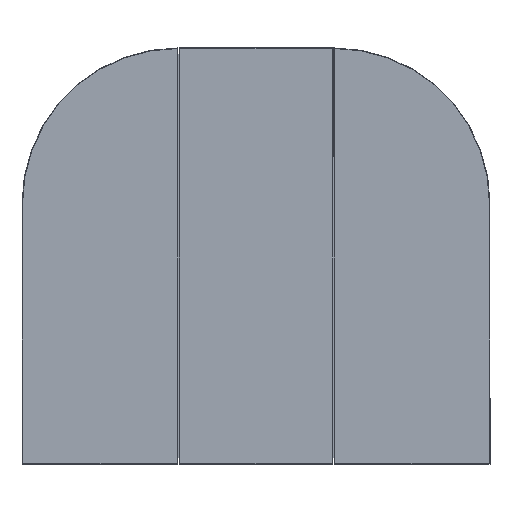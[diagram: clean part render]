
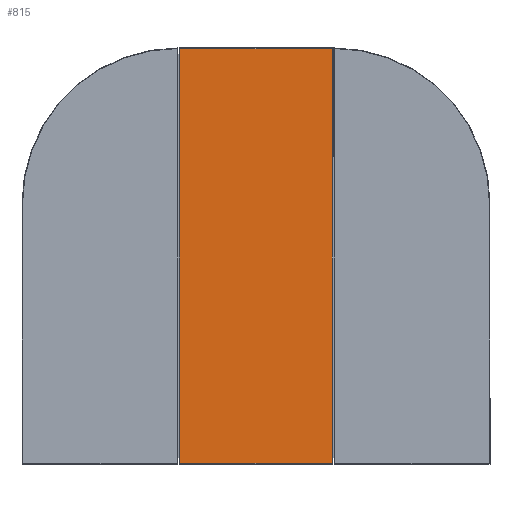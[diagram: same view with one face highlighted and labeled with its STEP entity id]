
A CAD part, top view. The second image highlights one B-rep face of the part: STEP entity #815.
In plain terms, the highlighted planar face has unit normal (0, 0, 1).
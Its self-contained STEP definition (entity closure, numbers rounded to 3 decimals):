
#143 = CARTESIAN_POINT ( 'NONE',  ( -146.5, 399., 4. ) ) ;
#815 = ADVANCED_FACE ( 'NONE', ( #11984 ), #2891, .T. ) ;
#824 = VECTOR ( 'NONE', #20619, 1000. ) ;
#1846 = LINE ( 'NONE', #8947, #9845 ) ;
#1852 = VERTEX_POINT ( 'NONE', #23329 ) ;
#2743 = LINE ( 'NONE', #6504, #18858 ) ;
#2891 = PLANE ( 'NONE',  #15573 ) ;
#3094 = DIRECTION ( 'NONE',  ( 0., 1., 0. ) ) ;
#4617 = EDGE_CURVE ( 'NONE', #17207, #1852, #12260, .T. ) ;
#5999 = VECTOR ( 'NONE', #20758, 1000. ) ;
#6050 = EDGE_CURVE ( 'NONE', #16507, #19151, #1846, .T. ) ;
#6306 = EDGE_CURVE ( 'NONE', #19151, #17207, #16861, .T. ) ;
#6504 = CARTESIAN_POINT ( 'NONE',  ( 146.5, 400., 4. ) ) ;
#8947 = CARTESIAN_POINT ( 'NONE',  ( -147.5, 399., 4. ) ) ;
#9845 = VECTOR ( 'NONE', #21927, 1000. ) ;
#10458 = ORIENTED_EDGE ( 'NONE', *, *, #6306, .T. ) ;
#11984 = FACE_OUTER_BOUND ( 'NONE', #13527, .T. ) ;
#12168 = CARTESIAN_POINT ( 'NONE',  ( -146.5, -399., 4. ) ) ;
#12217 = DIRECTION ( 'NONE',  ( 0., 0., 1. ) ) ;
#12260 = LINE ( 'NONE', #13905, #5999 ) ;
#12617 = EDGE_CURVE ( 'NONE', #1852, #16507, #2743, .T. ) ;
#13185 = CARTESIAN_POINT ( 'NONE',  ( -146.5, -400., 4. ) ) ;
#13527 = EDGE_LOOP ( 'NONE', ( #10458, #21462, #17689, #16157 ) ) ;
#13905 = CARTESIAN_POINT ( 'NONE',  ( 147.5, -399., 4. ) ) ;
#15298 = CARTESIAN_POINT ( 'NONE',  ( 146.5, 399., 4. ) ) ;
#15573 = AXIS2_PLACEMENT_3D ( 'NONE', #17771, #12217, #19305 ) ;
#16157 = ORIENTED_EDGE ( 'NONE', *, *, #6050, .T. ) ;
#16507 = VERTEX_POINT ( 'NONE', #15298 ) ;
#16861 = LINE ( 'NONE', #13185, #824 ) ;
#17207 = VERTEX_POINT ( 'NONE', #12168 ) ;
#17689 = ORIENTED_EDGE ( 'NONE', *, *, #12617, .T. ) ;
#17771 = CARTESIAN_POINT ( 'NONE',  ( 0., 0., 4. ) ) ;
#18858 = VECTOR ( 'NONE', #3094, 1000. ) ;
#19151 = VERTEX_POINT ( 'NONE', #143 ) ;
#19305 = DIRECTION ( 'NONE',  ( 1., 0., 0. ) ) ;
#20619 = DIRECTION ( 'NONE',  ( 0., -1., 0. ) ) ;
#20758 = DIRECTION ( 'NONE',  ( 1., 0., 0. ) ) ;
#21462 = ORIENTED_EDGE ( 'NONE', *, *, #4617, .T. ) ;
#21927 = DIRECTION ( 'NONE',  ( -1., 0., 0. ) ) ;
#23329 = CARTESIAN_POINT ( 'NONE',  ( 146.5, -399., 4. ) ) ;
